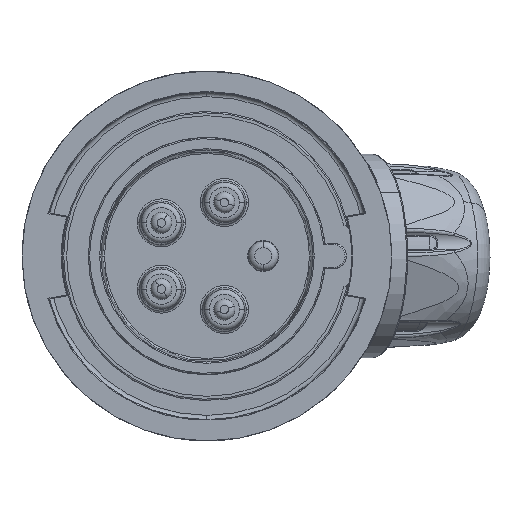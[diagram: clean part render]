
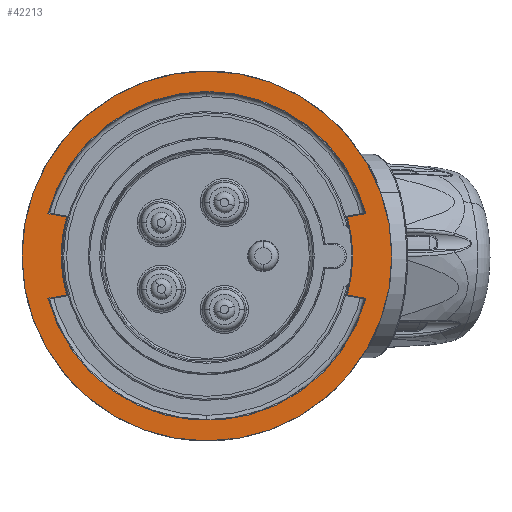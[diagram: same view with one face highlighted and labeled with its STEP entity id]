
A CAD part, left-side view. The second image highlights one B-rep face of the part: STEP entity #42213.
In plain terms, the highlighted planar face has unit normal (-1, 0, 0).
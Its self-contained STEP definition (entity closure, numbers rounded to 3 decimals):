
#296 = ORIENTED_EDGE ( 'NONE', *, *, #9048, .T. ) ;
#2077 = CARTESIAN_POINT ( 'NONE',  ( -55.078, 45.1, 106.814 ) ) ;
#3773 = CARTESIAN_POINT ( 'NONE',  ( -55.078, 110.975, 106.853 ) ) ;
#5238 = VERTEX_POINT ( 'NONE', #27369 ) ;
#6175 = VERTEX_POINT ( 'NONE', #65178 ) ;
#7094 = CARTESIAN_POINT ( 'NONE',  ( -55.078, 78.146, 116.004 ) ) ;
#7697 = CARTESIAN_POINT ( 'NONE',  ( -55.078, 78.146, 116.004 ) ) ;
#7787 = CARTESIAN_POINT ( 'NONE',  ( -55.078, 45.318, 125.154 ) ) ;
#9048 = EDGE_CURVE ( 'NONE', #33461, #69766, #62634, .T. ) ;
#9415 = DIRECTION ( 'NONE',  ( 0., -0.985, 0.174 ) ) ;
#10579 = CIRCLE ( 'NONE', #19099, 43.5 ) ;
#10827 = DIRECTION ( 'NONE',  ( 0., 0., -1. ) ) ;
#11313 = VERTEX_POINT ( 'NONE', #23198 ) ;
#11598 = CARTESIAN_POINT ( 'NONE',  ( -55.078, 111.192, 106.814 ) ) ;
#11706 = ORIENTED_EDGE ( 'NONE', *, *, #49074, .F. ) ;
#12878 = PLANE ( 'NONE',  #49241 ) ;
#16144 = CIRCLE ( 'NONE', #71182, 38.7 ) ;
#16315 = CARTESIAN_POINT ( 'NONE',  ( -55.078, 111.192, 125.193 ) ) ;
#16673 = AXIS2_PLACEMENT_3D ( 'NONE', #7094, #63011, #34516 ) ;
#17778 = FACE_BOUND ( 'NONE', #34191, .T. ) ;
#18528 = EDGE_CURVE ( 'NONE', #40444, #55559, #20077, .T. ) ;
#18597 = CIRCLE ( 'NONE', #31774, 38.7 ) ;
#19099 = AXIS2_PLACEMENT_3D ( 'NONE', #35833, #69581, #23481 ) ;
#19188 = EDGE_CURVE ( 'NONE', #49898, #70818, #70480, .T. ) ;
#19215 = CARTESIAN_POINT ( 'NONE',  ( -55.078, 78.146, 154.704 ) ) ;
#19392 = ORIENTED_EDGE ( 'NONE', *, *, #19188, .T. ) ;
#19511 = VERTEX_POINT ( 'NONE', #11598 ) ;
#20077 = LINE ( 'NONE', #25338, #46901 ) ;
#20811 = EDGE_CURVE ( 'NONE', #69766, #55519, #42678, .T. ) ;
#21682 = VECTOR ( 'NONE', #37520, 1000. ) ;
#21886 = CARTESIAN_POINT ( 'NONE',  ( -55.078, 45.1, 125.193 ) ) ;
#23198 = CARTESIAN_POINT ( 'NONE',  ( -55.078, 115.544, 106.047 ) ) ;
#23481 = DIRECTION ( 'NONE',  ( 0., 0., -1. ) ) ;
#24747 = DIRECTION ( 'NONE',  ( 0., 0., 1. ) ) ;
#24920 = DIRECTION ( 'NONE',  ( 1., 0., 0. ) ) ;
#25338 = CARTESIAN_POINT ( 'NONE',  ( -55.078, 120.91, 120.182 ) ) ;
#26358 = VECTOR ( 'NONE', #9415, 1000. ) ;
#27369 = CARTESIAN_POINT ( 'NONE',  ( -55.078, 78.146, 159.504 ) ) ;
#28809 = VECTOR ( 'NONE', #70024, 1000. ) ;
#31774 = AXIS2_PLACEMENT_3D ( 'NONE', #48736, #41628, #24747 ) ;
#32289 = EDGE_CURVE ( 'NONE', #19511, #49898, #59753, .T. ) ;
#33461 = VERTEX_POINT ( 'NONE', #19215 ) ;
#33581 = CIRCLE ( 'NONE', #67134, 43.5 ) ;
#34191 = EDGE_LOOP ( 'NONE', ( #43473, #42874, #72832, #19392, #38007, #296, #36628, #37385, #67662 ) ) ;
#34329 = EDGE_CURVE ( 'NONE', #11313, #19511, #42821, .T. ) ;
#34516 = DIRECTION ( 'NONE',  ( 0., 0., 1. ) ) ;
#34688 = CARTESIAN_POINT ( 'NONE',  ( -55.078, 40.749, 125.96 ) ) ;
#34937 = CARTESIAN_POINT ( 'NONE',  ( -55.078, 78.146, 116.004 ) ) ;
#35394 = CARTESIAN_POINT ( 'NONE',  ( -55.078, 121.646, 116.004 ) ) ;
#35833 = CARTESIAN_POINT ( 'NONE',  ( -55.078, 78.146, 116.004 ) ) ;
#36628 = ORIENTED_EDGE ( 'NONE', *, *, #20811, .T. ) ;
#37385 = ORIENTED_EDGE ( 'NONE', *, *, #63957, .T. ) ;
#37520 = DIRECTION ( 'NONE',  ( 0., 0.985, 0.174 ) ) ;
#38007 = ORIENTED_EDGE ( 'NONE', *, *, #73606, .T. ) ;
#40286 = FACE_OUTER_BOUND ( 'NONE', #48735, .T. ) ;
#40444 = VERTEX_POINT ( 'NONE', #2077 ) ;
#41035 = DIRECTION ( 'NONE',  ( 0., 0., 1. ) ) ;
#41628 = DIRECTION ( 'NONE',  ( 1., 0., 0. ) ) ;
#42213 = ADVANCED_FACE ( 'NONE', ( #17778, #40286 ), #12878, .T. ) ;
#42678 = LINE ( 'NONE', #7787, #28809 ) ;
#42821 = LINE ( 'NONE', #3773, #26358 ) ;
#42874 = ORIENTED_EDGE ( 'NONE', *, *, #34329, .T. ) ;
#43473 = ORIENTED_EDGE ( 'NONE', *, *, #72907, .T. ) ;
#44210 = CARTESIAN_POINT ( 'NONE',  ( -55.078, 40.749, 106.047 ) ) ;
#46646 = AXIS2_PLACEMENT_3D ( 'NONE', #34937, #63402, #63776 ) ;
#46901 = VECTOR ( 'NONE', #48208, 1000. ) ;
#46978 = CARTESIAN_POINT ( 'NONE',  ( -55.078, 115.544, 125.96 ) ) ;
#48208 = DIRECTION ( 'NONE',  ( 0., -0.985, -0.174 ) ) ;
#48735 = EDGE_LOOP ( 'NONE', ( #54459, #11706 ) ) ;
#48736 = CARTESIAN_POINT ( 'NONE',  ( -55.078, 78.146, 116.004 ) ) ;
#48759 = CARTESIAN_POINT ( 'NONE',  ( -55.078, 119.76, 126.703 ) ) ;
#49074 = EDGE_CURVE ( 'NONE', #5238, #6175, #33581, .T. ) ;
#49241 = AXIS2_PLACEMENT_3D ( 'NONE', #35394, #52274, #41035 ) ;
#49898 = VERTEX_POINT ( 'NONE', #16315 ) ;
#52274 = DIRECTION ( 'NONE',  ( -1., 0., 0. ) ) ;
#53071 = AXIS2_PLACEMENT_3D ( 'NONE', #7697, #63974, #70292 ) ;
#54459 = ORIENTED_EDGE ( 'NONE', *, *, #56628, .F. ) ;
#55519 = VERTEX_POINT ( 'NONE', #21886 ) ;
#55559 = VERTEX_POINT ( 'NONE', #44210 ) ;
#56628 = EDGE_CURVE ( 'NONE', #6175, #5238, #10579, .T. ) ;
#59753 = CIRCLE ( 'NONE', #16673, 34.3 ) ;
#60158 = DIRECTION ( 'NONE',  ( 0., 0., 1. ) ) ;
#62634 = CIRCLE ( 'NONE', #53071, 38.7 ) ;
#63011 = DIRECTION ( 'NONE',  ( 1., 0., 0. ) ) ;
#63402 = DIRECTION ( 'NONE',  ( 1., 0., 0. ) ) ;
#63776 = DIRECTION ( 'NONE',  ( 0., 0., 1. ) ) ;
#63957 = EDGE_CURVE ( 'NONE', #55519, #40444, #65786, .T. ) ;
#63974 = DIRECTION ( 'NONE',  ( 1., 0., 0. ) ) ;
#65178 = CARTESIAN_POINT ( 'NONE',  ( -55.078, 78.146, 72.504 ) ) ;
#65786 = CIRCLE ( 'NONE', #46646, 34.3 ) ;
#67134 = AXIS2_PLACEMENT_3D ( 'NONE', #72662, #73046, #10827 ) ;
#67662 = ORIENTED_EDGE ( 'NONE', *, *, #18528, .T. ) ;
#69581 = DIRECTION ( 'NONE',  ( 1., 0., 0. ) ) ;
#69766 = VERTEX_POINT ( 'NONE', #34688 ) ;
#70024 = DIRECTION ( 'NONE',  ( 0., 0.985, -0.174 ) ) ;
#70292 = DIRECTION ( 'NONE',  ( 0., 0., 1. ) ) ;
#70480 = LINE ( 'NONE', #48759, #21682 ) ;
#70818 = VERTEX_POINT ( 'NONE', #46978 ) ;
#71182 = AXIS2_PLACEMENT_3D ( 'NONE', #71376, #24920, #60158 ) ;
#71376 = CARTESIAN_POINT ( 'NONE',  ( -55.078, 78.146, 116.004 ) ) ;
#72662 = CARTESIAN_POINT ( 'NONE',  ( -55.078, 78.146, 116.004 ) ) ;
#72832 = ORIENTED_EDGE ( 'NONE', *, *, #32289, .T. ) ;
#72907 = EDGE_CURVE ( 'NONE', #55559, #11313, #16144, .T. ) ;
#73046 = DIRECTION ( 'NONE',  ( 1., 0., 0. ) ) ;
#73606 = EDGE_CURVE ( 'NONE', #70818, #33461, #18597, .T. ) ;
